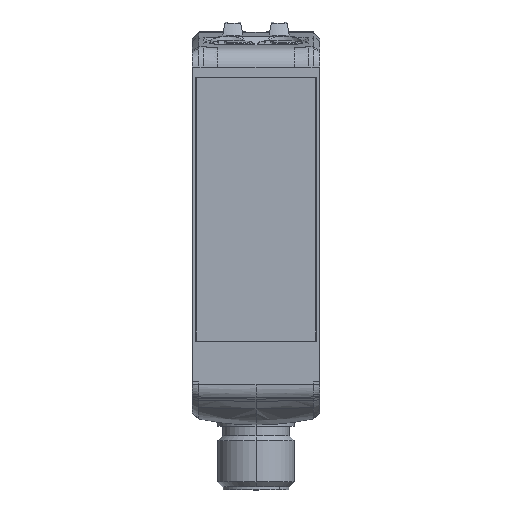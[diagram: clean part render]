
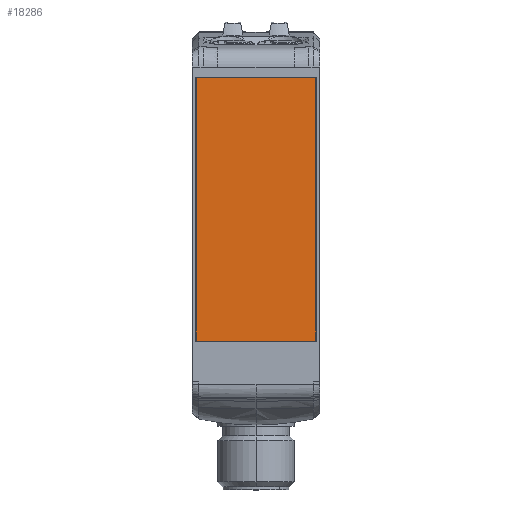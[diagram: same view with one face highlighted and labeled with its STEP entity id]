
A CAD part, top view. The second image highlights one B-rep face of the part: STEP entity #18286.
In plain terms, the highlighted planar face has unit normal (0, 0, 1).
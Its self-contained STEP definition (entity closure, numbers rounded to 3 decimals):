
#7986=DIRECTION('',(0.,-1.,0.));
#7987=VECTOR('',#7986,41.45);
#7988=CARTESIAN_POINT('',(9.425,48.325,5.7));
#7989=LINE('',#7988,#7987);
#7993=DIRECTION('',(-1.,0.,0.));
#7994=VECTOR('',#7993,18.85);
#7995=CARTESIAN_POINT('',(9.425,6.875,5.7));
#7996=LINE('',#7995,#7994);
#8000=DIRECTION('',(0.,1.,0.));
#8001=VECTOR('',#8000,41.45);
#8002=CARTESIAN_POINT('',(-9.425,6.875,5.7));
#8003=LINE('',#8002,#8001);
#8007=DIRECTION('',(1.,0.,0.));
#8008=VECTOR('',#8007,18.85);
#8009=CARTESIAN_POINT('',(-9.425,48.325,5.7));
#8010=LINE('',#8009,#8008);
#9213=CARTESIAN_POINT('',(-9.425,6.875,5.7));
#9214=VERTEX_POINT('',#9213);
#9215=CARTESIAN_POINT('',(9.425,6.875,5.7));
#9216=VERTEX_POINT('',#9215);
#9217=CARTESIAN_POINT('',(-9.425,48.325,5.7));
#9218=VERTEX_POINT('',#9217);
#9219=CARTESIAN_POINT('',(9.425,48.325,5.7));
#9220=VERTEX_POINT('',#9219);
#18275=CARTESIAN_POINT('',(0.,18.,5.7));
#18276=DIRECTION('',(0.,0.,-1.));
#18277=DIRECTION('',(-1.,0.,0.));
#18278=AXIS2_PLACEMENT_3D('',#18275,#18276,#18277);
#18279=PLANE('',#18278);
#18280=ORIENTED_EDGE('',*,*,#18269,.T.);
#18281=ORIENTED_EDGE('',*,*,#18220,.T.);
#18282=ORIENTED_EDGE('',*,*,#18238,.T.);
#18283=ORIENTED_EDGE('',*,*,#18255,.T.);
#18284=EDGE_LOOP('',(#18280,#18281,#18282,#18283));
#18285=FACE_OUTER_BOUND('',#18284,.F.);
#18286=ADVANCED_FACE('',(#18285),#18279,.F.);
#18220=EDGE_CURVE('',#9216,#9214,#7996,.T.);
#18238=EDGE_CURVE('',#9214,#9218,#8003,.T.);
#18255=EDGE_CURVE('',#9218,#9220,#8010,.T.);
#18269=EDGE_CURVE('',#9220,#9216,#7989,.T.);
